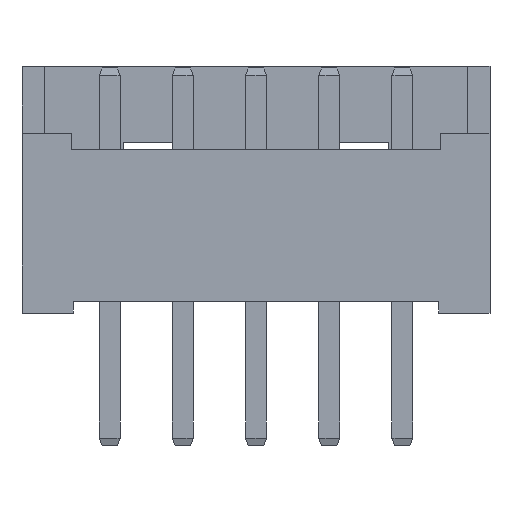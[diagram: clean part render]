
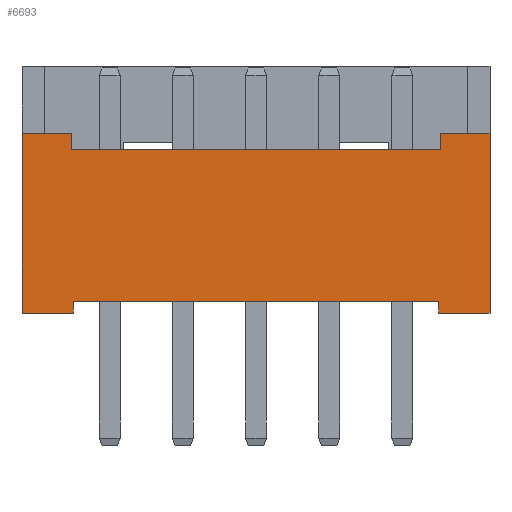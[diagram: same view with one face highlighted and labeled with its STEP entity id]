
A CAD part, front view. The second image highlights one B-rep face of the part: STEP entity #6693.
In plain terms, the highlighted planar face has unit normal (0, -1, 0).
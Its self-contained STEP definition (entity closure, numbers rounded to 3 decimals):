
#345=ORIENTED_EDGE('',*,*,#1733,.F.);
#346=ORIENTED_EDGE('',*,*,#1734,.T.);
#347=ORIENTED_EDGE('',*,*,#1735,.F.);
#348=ORIENTED_EDGE('',*,*,#1736,.F.);
#349=ORIENTED_EDGE('',*,*,#1737,.T.);
#350=ORIENTED_EDGE('',*,*,#1738,.T.);
#351=ORIENTED_EDGE('',*,*,#1739,.T.);
#352=ORIENTED_EDGE('',*,*,#1740,.T.);
#353=ORIENTED_EDGE('',*,*,#1741,.T.);
#354=ORIENTED_EDGE('',*,*,#1742,.T.);
#355=ORIENTED_EDGE('',*,*,#1743,.F.);
#356=ORIENTED_EDGE('',*,*,#1744,.F.);
#1733=EDGE_CURVE('',#2427,#2428,#2879,.T.);
#1734=EDGE_CURVE('',#2427,#2429,#2880,.T.);
#1735=EDGE_CURVE('',#2430,#2429,#2881,.T.);
#1736=EDGE_CURVE('',#2431,#2430,#2882,.T.);
#1737=EDGE_CURVE('',#2431,#2432,#2883,.T.);
#1738=EDGE_CURVE('',#2432,#2433,#2884,.T.);
#1739=EDGE_CURVE('',#2433,#2434,#2885,.T.);
#1740=EDGE_CURVE('',#2434,#2435,#2886,.T.);
#1741=EDGE_CURVE('',#2435,#2436,#2887,.T.);
#1742=EDGE_CURVE('',#2436,#2437,#2888,.T.);
#1743=EDGE_CURVE('',#2438,#2437,#2889,.T.);
#1744=EDGE_CURVE('',#2428,#2438,#2890,.T.);
#2427=VERTEX_POINT('',#8212);
#2428=VERTEX_POINT('',#8213);
#2429=VERTEX_POINT('',#8215);
#2430=VERTEX_POINT('',#8217);
#2431=VERTEX_POINT('',#8219);
#2432=VERTEX_POINT('',#8221);
#2433=VERTEX_POINT('',#8223);
#2434=VERTEX_POINT('',#8225);
#2435=VERTEX_POINT('',#8227);
#2436=VERTEX_POINT('',#8229);
#2437=VERTEX_POINT('',#8231);
#2438=VERTEX_POINT('',#8233);
#2879=LINE('',#8211,#3309);
#2880=LINE('',#8214,#3310);
#2881=LINE('',#8216,#3311);
#2882=LINE('',#8218,#3312);
#2883=LINE('',#8220,#3313);
#2884=LINE('',#8222,#3314);
#2885=LINE('',#8224,#3315);
#2886=LINE('',#8226,#3316);
#2887=LINE('',#8228,#3317);
#2888=LINE('',#8230,#3318);
#2889=LINE('',#8232,#3319);
#2890=LINE('',#8234,#3320);
#3309=VECTOR('',#7271,1000.);
#3310=VECTOR('',#7272,1000.);
#3311=VECTOR('',#7273,1000.);
#3312=VECTOR('',#7274,1000.);
#3313=VECTOR('',#7275,1000.);
#3314=VECTOR('',#7276,1000.);
#3315=VECTOR('',#7277,1000.);
#3316=VECTOR('',#7278,1000.);
#3317=VECTOR('',#7279,1000.);
#3318=VECTOR('',#7280,1000.);
#3319=VECTOR('',#7281,1000.);
#3320=VECTOR('',#7282,1000.);
#3739=EDGE_LOOP('',(#345,#346,#347,#348,#349,#350,#351,#352,#353,#354,#355,
#356));
#4059=FACE_BOUND('',#3739,.T.);
#4379=PLANE('',#7012);
#6693=ADVANCED_FACE('',(#4059),#4379,.T.);
#7012=AXIS2_PLACEMENT_3D('',#8210,#7269,#7270);
#7269=DIRECTION('',(0.,-1.,0.));
#7270=DIRECTION('',(0.,0.,-1.));
#7271=DIRECTION('',(-1.,0.,0.));
#7272=DIRECTION('',(0.,0.,-1.));
#7273=DIRECTION('',(-1.,0.,0.));
#7274=DIRECTION('',(0.,0.,-1.));
#7275=DIRECTION('',(-1.,0.,0.));
#7276=DIRECTION('',(0.,0.,-1.));
#7277=DIRECTION('',(-1.,0.,0.));
#7278=DIRECTION('',(0.,0.,1.));
#7279=DIRECTION('',(-1.,0.,0.));
#7280=DIRECTION('',(0.,0.,-1.));
#7281=DIRECTION('',(-1.,0.,0.));
#7282=DIRECTION('',(0.,0.,-1.));
#8210=CARTESIAN_POINT('',(3.998,-1.93,1.27));
#8211=CARTESIAN_POINT('',(-1.875,-1.93,0.203));
#8212=CARTESIAN_POINT('',(3.125,-1.93,0.203));
#8213=CARTESIAN_POINT('',(-3.125,-1.93,0.203));
#8214=CARTESIAN_POINT('',(3.125,-1.93,0.203));
#8215=CARTESIAN_POINT('',(3.125,-1.93,0.));
#8216=CARTESIAN_POINT('',(3.998,-1.93,0.));
#8217=CARTESIAN_POINT('',(3.998,-1.93,0.));
#8218=CARTESIAN_POINT('',(3.998,-1.93,1.27));
#8219=CARTESIAN_POINT('',(3.998,-1.93,3.073));
#8220=CARTESIAN_POINT('',(6.817,-1.93,3.073));
#8221=CARTESIAN_POINT('',(3.16,-1.93,3.073));
#8222=CARTESIAN_POINT('',(3.16,-1.93,3.073));
#8223=CARTESIAN_POINT('',(3.16,-1.93,2.794));
#8224=CARTESIAN_POINT('',(3.16,-1.93,2.794));
#8225=CARTESIAN_POINT('',(-3.16,-1.93,2.794));
#8226=CARTESIAN_POINT('',(-3.16,-1.93,2.794));
#8227=CARTESIAN_POINT('',(-3.16,-1.93,3.073));
#8228=CARTESIAN_POINT('',(6.817,-1.93,3.073));
#8229=CARTESIAN_POINT('',(-3.998,-1.93,3.073));
#8230=CARTESIAN_POINT('',(-3.998,-1.93,1.27));
#8231=CARTESIAN_POINT('',(-3.998,-1.93,0.));
#8232=CARTESIAN_POINT('',(3.998,-1.93,0.));
#8233=CARTESIAN_POINT('',(-3.125,-1.93,0.));
#8234=CARTESIAN_POINT('',(-3.125,-1.93,0.203));
